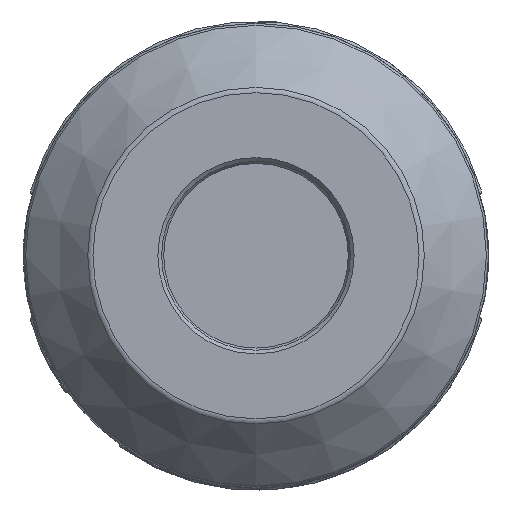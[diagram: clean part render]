
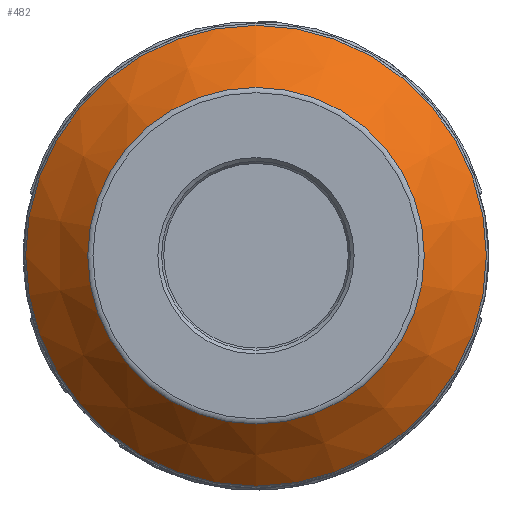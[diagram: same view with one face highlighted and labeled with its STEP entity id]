
A CAD part, left-side view. The second image highlights one B-rep face of the part: STEP entity #482.
In plain terms, the highlighted conical face has half-angle 45 degrees and reference radius 22.793 mm.
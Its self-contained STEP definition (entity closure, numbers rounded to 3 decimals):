
#66=CONICAL_SURFACE('',#2083,22.793,45.);
#385=FACE_BOUND('',#719,.T.);
#386=FACE_BOUND('',#720,.T.);
#482=ADVANCED_FACE('',(#385,#386),#66,.T.);
#719=EDGE_LOOP('',(#1076));
#720=EDGE_LOOP('',(#1077));
#1076=ORIENTED_EDGE('',*,*,#1773,.T.);
#1077=ORIENTED_EDGE('',*,*,#1774,.F.);
#1514=VERTEX_POINT('',#3905);
#1515=VERTEX_POINT('',#3908);
#1773=EDGE_CURVE('',#1514,#1514,#1903,.T.);
#1774=EDGE_CURVE('',#1515,#1515,#1904,.T.);
#1903=CIRCLE('',#2080,31.202);
#1904=CIRCLE('',#2082,22.793);
#2080=AXIS2_PLACEMENT_3D('',#3904,#2480,#2481);
#2082=AXIS2_PLACEMENT_3D('',#3907,#2484,#2485);
#2083=AXIS2_PLACEMENT_3D('',#3909,#2486,#2487);
#2480=DIRECTION('',(-1.,0.,0.));
#2481=DIRECTION('',(0.,0.,-1.));
#2484=DIRECTION('',(-1.,0.,0.));
#2485=DIRECTION('',(0.,0.,-1.));
#2486=DIRECTION('',(1.,0.,0.));
#2487=DIRECTION('',(0.,0.,-1.));
#3904=CARTESIAN_POINT('',(8.702,0.,0.));
#3905=CARTESIAN_POINT('',(8.702,0.,-31.202));
#3907=CARTESIAN_POINT('',(0.293,0.,0.));
#3908=CARTESIAN_POINT('',(0.293,0.,-22.793));
#3909=CARTESIAN_POINT('',(0.293,0.,0.));
